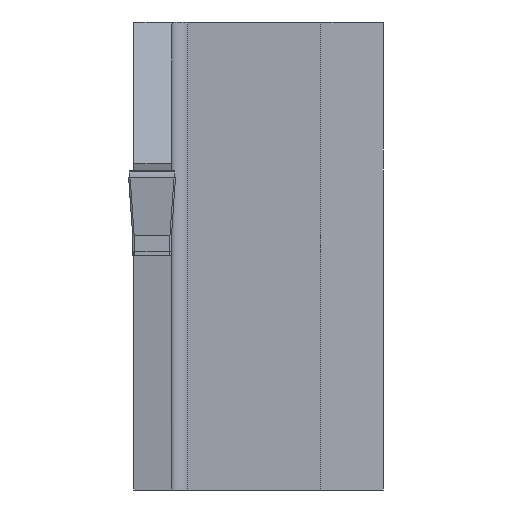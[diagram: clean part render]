
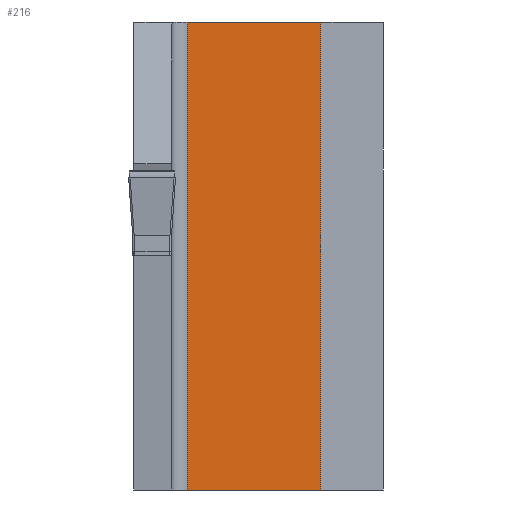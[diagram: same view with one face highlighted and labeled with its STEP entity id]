
A CAD part, left-side view. The second image highlights one B-rep face of the part: STEP entity #216.
In plain terms, the highlighted planar face has unit normal (-1, 0, 0).
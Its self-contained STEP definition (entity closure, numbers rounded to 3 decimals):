
#216=ADVANCED_FACE('',(#291),#258,.T.);
#258=PLANE('',#973);
#291=FACE_OUTER_BOUND('',#333,.T.);
#333=EDGE_LOOP('',(#397,#398,#399,#400));
#397=ORIENTED_EDGE('',*,*,#695,.F.);
#398=ORIENTED_EDGE('',*,*,#696,.T.);
#399=ORIENTED_EDGE('',*,*,#697,.T.);
#400=ORIENTED_EDGE('',*,*,#698,.T.);
#621=VERTEX_POINT('',#1278);
#622=VERTEX_POINT('',#1279);
#623=VERTEX_POINT('',#1281);
#624=VERTEX_POINT('',#1283);
#695=EDGE_CURVE('',#621,#622,#806,.T.);
#696=EDGE_CURVE('',#621,#623,#807,.T.);
#697=EDGE_CURVE('',#623,#624,#808,.T.);
#698=EDGE_CURVE('',#624,#622,#809,.T.);
#806=LINE('',#1277,#895);
#807=LINE('',#1280,#896);
#808=LINE('',#1282,#897);
#809=LINE('',#1284,#898);
#895=VECTOR('',#1052,1.);
#896=VECTOR('',#1053,1.);
#897=VECTOR('',#1054,1.);
#898=VECTOR('',#1055,1.);
#973=AXIS2_PLACEMENT_3D('',#1285,#1056,#1057);
#1052=DIRECTION('',(0.,-1.,0.));
#1053=DIRECTION('',(0.,0.,-1.));
#1054=DIRECTION('',(0.,-1.,0.));
#1055=DIRECTION('',(0.,0.,1.));
#1056=DIRECTION('',(-1.,0.,0.));
#1057=DIRECTION('',(0.,0.,1.));
#1277=CARTESIAN_POINT('',(16.,-120.818,10.));
#1278=CARTESIAN_POINT('',(16.,12.575,10.));
#1279=CARTESIAN_POINT('',(16.,4.,10.));
#1280=CARTESIAN_POINT('',(16.,12.575,10.));
#1281=CARTESIAN_POINT('',(16.,12.575,-20.));
#1282=CARTESIAN_POINT('',(16.,-120.818,-20.));
#1283=CARTESIAN_POINT('',(16.,4.,-20.));
#1284=CARTESIAN_POINT('',(16.,4.,30.));
#1285=CARTESIAN_POINT('',(16.,-120.818,10.));
